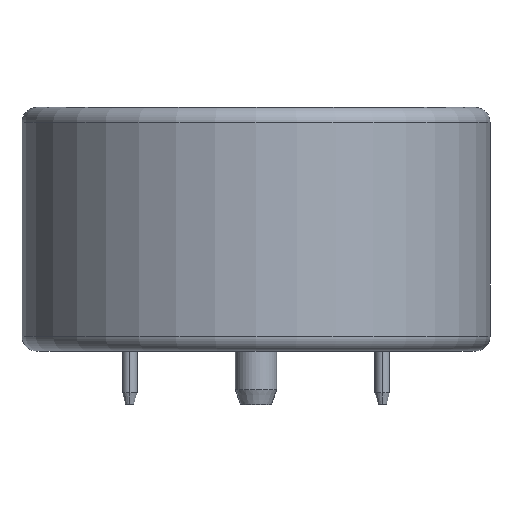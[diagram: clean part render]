
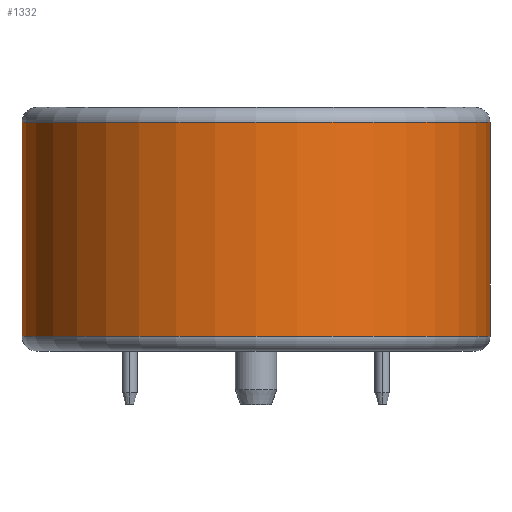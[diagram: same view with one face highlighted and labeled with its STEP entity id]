
A CAD part, front view. The second image highlights one B-rep face of the part: STEP entity #1332.
In plain terms, the highlighted cylindrical face has radius 15.75 mm (diameter 31.5 mm), a partial arc.
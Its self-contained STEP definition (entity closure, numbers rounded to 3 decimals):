
#14 = EDGE_CURVE ( 'NONE', #4343, #2690, #2013, .T. ) ;
#271 = ORIENTED_EDGE ( 'NONE', *, *, #2614, .F. ) ;
#305 = AXIS2_PLACEMENT_3D ( 'NONE', #2138, #3791, #3090 ) ;
#310 = EDGE_LOOP ( 'NONE', ( #271, #1516, #904, #2972 ) ) ;
#483 = EDGE_CURVE ( 'NONE', #2690, #3076, #3661, .T. ) ;
#752 = VECTOR ( 'NONE', #2545, 1000. ) ;
#785 = CYLINDRICAL_SURFACE ( 'NONE', #305, 15.75 ) ;
#904 = ORIENTED_EDGE ( 'NONE', *, *, #14, .T. ) ;
#960 = CIRCLE ( 'NONE', #3640, 15.75 ) ;
#1235 = CARTESIAN_POINT ( 'NONE',  ( -15.75, 0., -16.4 ) ) ;
#1332 = ADVANCED_FACE ( 'NONE', ( #3113 ), #785, .T. ) ;
#1516 = ORIENTED_EDGE ( 'NONE', *, *, #3036, .T. ) ;
#1565 = DIRECTION ( 'NONE',  ( 1., 0., 0. ) ) ;
#1683 = CARTESIAN_POINT ( 'NONE',  ( 15.75, 0., -16.4 ) ) ;
#1740 = CARTESIAN_POINT ( 'NONE',  ( 0., 0., -1. ) ) ;
#1780 = CARTESIAN_POINT ( 'NONE',  ( 15.75, 0., -15.4 ) ) ;
#1781 = DIRECTION ( 'NONE',  ( 1., 0., 0. ) ) ;
#1883 = VECTOR ( 'NONE', #3357, 1000. ) ;
#2013 = LINE ( 'NONE', #1683, #1883 ) ;
#2138 = CARTESIAN_POINT ( 'NONE',  ( 0., 0., -16.4 ) ) ;
#2281 = CARTESIAN_POINT ( 'NONE',  ( 15.75, 0., -1. ) ) ;
#2441 = VERTEX_POINT ( 'NONE', #3055 ) ;
#2545 = DIRECTION ( 'NONE',  ( 0., 0., 1. ) ) ;
#2614 = EDGE_CURVE ( 'NONE', #2441, #3076, #3531, .T. ) ;
#2690 = VERTEX_POINT ( 'NONE', #2281 ) ;
#2891 = CARTESIAN_POINT ( 'NONE',  ( 0., 0., -15.4 ) ) ;
#2972 = ORIENTED_EDGE ( 'NONE', *, *, #483, .T. ) ;
#3036 = EDGE_CURVE ( 'NONE', #2441, #4343, #960, .T. ) ;
#3055 = CARTESIAN_POINT ( 'NONE',  ( -15.75, 0., -15.4 ) ) ;
#3076 = VERTEX_POINT ( 'NONE', #4045 ) ;
#3090 = DIRECTION ( 'NONE',  ( 1., 0., 0. ) ) ;
#3113 = FACE_OUTER_BOUND ( 'NONE', #310, .T. ) ;
#3304 = AXIS2_PLACEMENT_3D ( 'NONE', #1740, #4081, #1781 ) ;
#3357 = DIRECTION ( 'NONE',  ( 0., 0., 1. ) ) ;
#3531 = LINE ( 'NONE', #1235, #752 ) ;
#3640 = AXIS2_PLACEMENT_3D ( 'NONE', #2891, #4240, #1565 ) ;
#3661 = CIRCLE ( 'NONE', #3304, 15.75 ) ;
#3791 = DIRECTION ( 'NONE',  ( 0., 0., 1. ) ) ;
#4045 = CARTESIAN_POINT ( 'NONE',  ( -15.75, 0., -1. ) ) ;
#4081 = DIRECTION ( 'NONE',  ( 0., 0., -1. ) ) ;
#4240 = DIRECTION ( 'NONE',  ( 0., 0., 1. ) ) ;
#4343 = VERTEX_POINT ( 'NONE', #1780 ) ;
